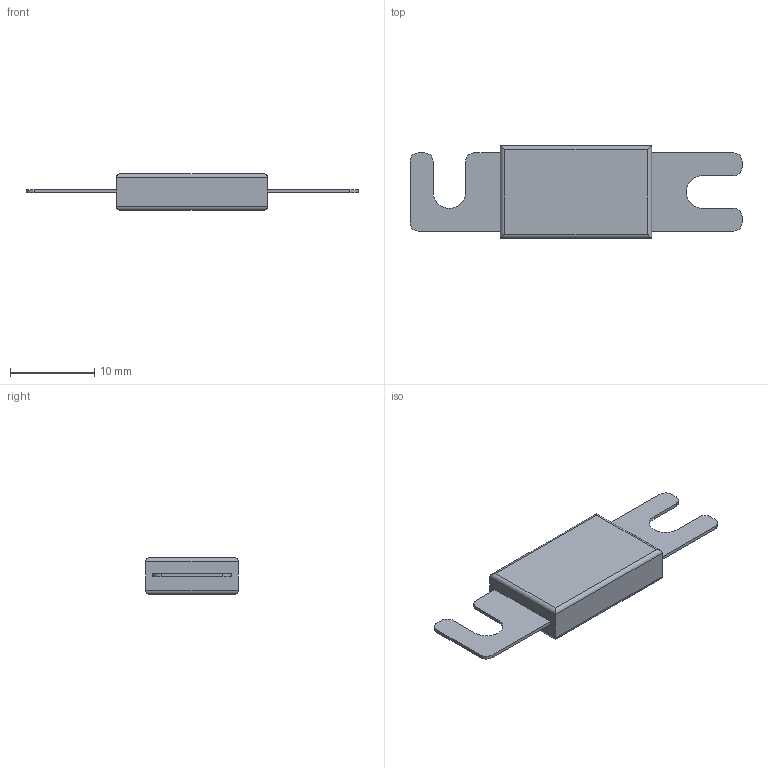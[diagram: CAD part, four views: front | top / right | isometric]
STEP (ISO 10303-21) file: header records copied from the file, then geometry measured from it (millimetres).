
FILE_DESCRIPTION(/* description */ (''),/* implementation_level */ '2;1');
FILE_NAME(/* name */ 'fusible_v1.step',/* time_stamp */ '2025-03-29T15:29:02+01:00',/* author */ (''),/* organization */ (''),/* preprocessor_version */ 'ST-DEVELOPER v20.1',/* originating_system */ 'Autodesk Translation Framework v14.4.0.0',/* authorisation */ '');
FILE_SCHEMA (('AUTOMOTIVE_DESIGN { 1 0 10303 214 3 1 1 }'));
Length unit declared in the file: millimetre
Products named in the file (1): fusible
Bounding box: 39.32 x 10.99 x 4.37 mm (x, y, z)
Volume: 912.5 mm3; surface area: 944.4 mm2
Topology: 1 solids, 1 shells, 40 faces, 100 edges, 64 vertices
Faces by surface type: plane 22, cylinder 18
Entity records: 1242 total; most frequent: DIRECTION 210, CARTESIAN_POINT 205, ORIENTED_EDGE 200, EDGE_CURVE 100, LINE 72, VECTOR 72, AXIS2_PLACEMENT_3D 69, VERTEX_POINT 64
